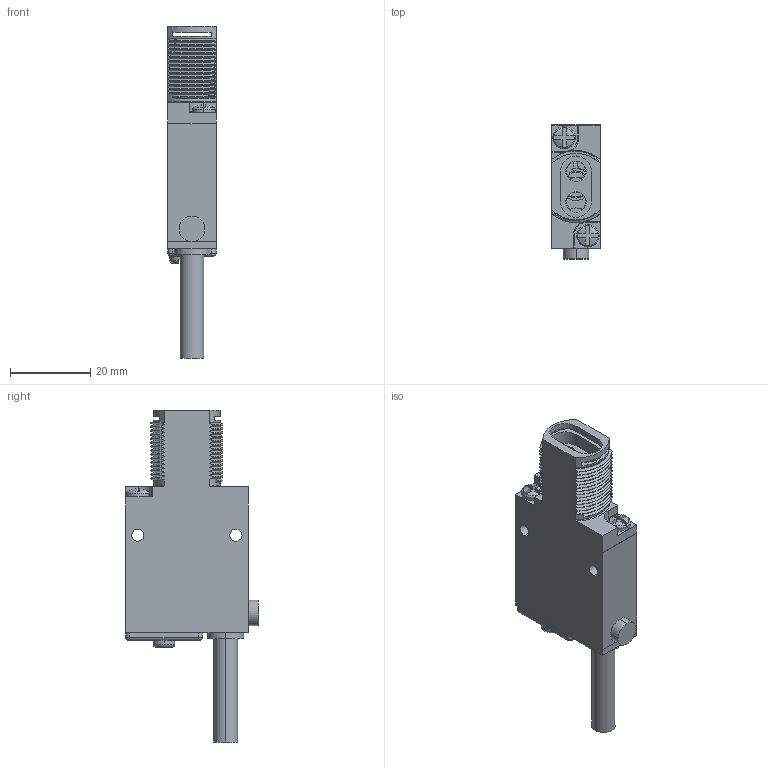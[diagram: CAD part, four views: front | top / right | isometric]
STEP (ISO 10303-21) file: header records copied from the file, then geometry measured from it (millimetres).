
FILE_DESCRIPTION((''),'2;1');
FILE_NAME('154447_SW','2011-01-10T',('banengservice'),('BANNER ENGINEERING'),'PRO/ENGINEER BY PARAMETRIC TECHNOLOGY CORPORATION, 2009141','PRO/ENGINEER BY PARAMETRIC TECHNOLOGY CORPORATION, 2009141','');
FILE_SCHEMA(('CONFIG_CONTROL_DESIGN'));
Length unit declared in the file: inch
Products named in the file (1): 154447_SW
Bounding box: 11.99 x 33.27 x 82.54 mm (x, y, z)
Volume: 7974.6 mm3; surface area: 12079.4 mm2
Topology: 1 solids, 6 shells, 587 faces, 1587 edges, 1031 vertices
Faces by surface type: plane 243, cylinder 195, bspline 108, torus 23, cone 10, sphere 8
Entity records: 26128 total; most frequent: CARTESIAN_POINT 11946, ORIENTED_EDGE 3174, DIRECTION 2615, EDGE_CURVE 1587, VERTEX_POINT 1031, AXIS2_PLACEMENT_3D 897, VECTOR 821, LINE 821
